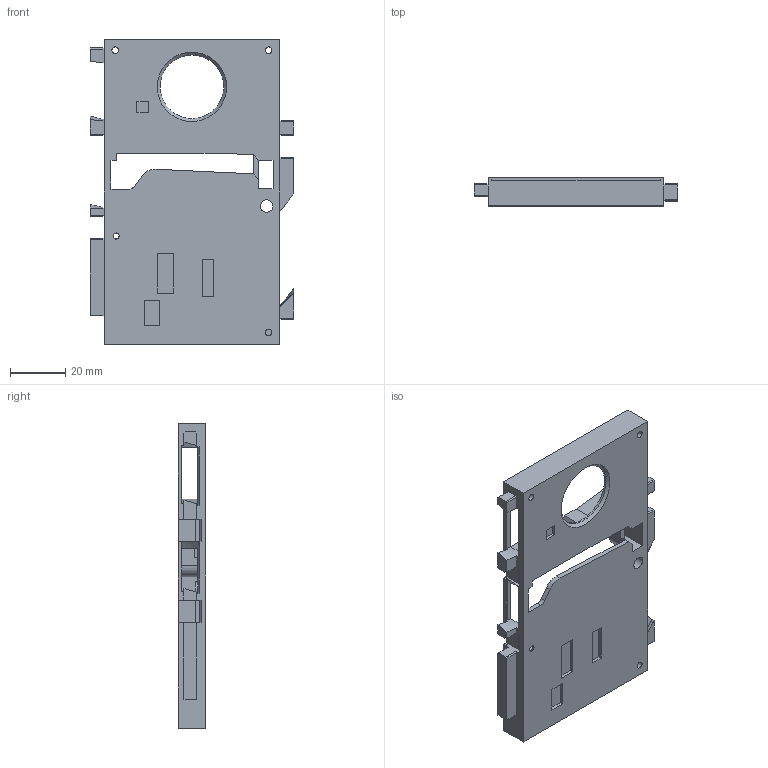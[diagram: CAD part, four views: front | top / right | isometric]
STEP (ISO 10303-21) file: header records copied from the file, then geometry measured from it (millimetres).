
FILE_DESCRIPTION(/* description */ (''),/* implementation_level */ '2;1');
FILE_NAME(/* name */ '2LVL_base_Heat-ResistantPhotopolymer.step',/* time_stamp */ '2022-10-14T19:23:20+03:00',/* author */ (''),/* organization */ (''),/* preprocessor_version */ 'ST-DEVELOPER v19',/* originating_system */ 'Autodesk Translation Framework v11.7.0.108',/* authorisation */ '');
FILE_SCHEMA (('AUTOMOTIVE_DESIGN { 1 0 10303 214 3 1 1 }'));
Length unit declared in the file: millimetre
Products named in the file (1): iykujhfaegsrdgfhjk
Bounding box: 73.5 x 10.1 x 109.98 mm (x, y, z)
Volume: 23081.6 mm3; surface area: 22411.4 mm2
Topology: 1 solids, 1 shells, 267 faces, 785 edges, 518 vertices
Faces by surface type: plane 219, cylinder 37, bspline 8, cone 2, torus 1
Full cylindrical faces by diameter (mm): 2.2 x1, 2.4 x3, 3 x2, 3.5 x1, 4.5 x1, 5.3 x1, 23 x1
Entity records: 9069 total; most frequent: CARTESIAN_POINT 1850, ORIENTED_EDGE 1572, DIRECTION 1353, EDGE_CURVE 786, LINE 661, VECTOR 661, VERTEX_POINT 518, AXIS2_PLACEMENT_3D 346
